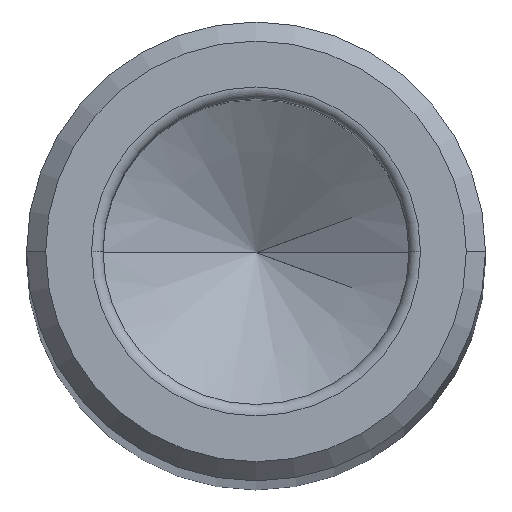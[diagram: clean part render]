
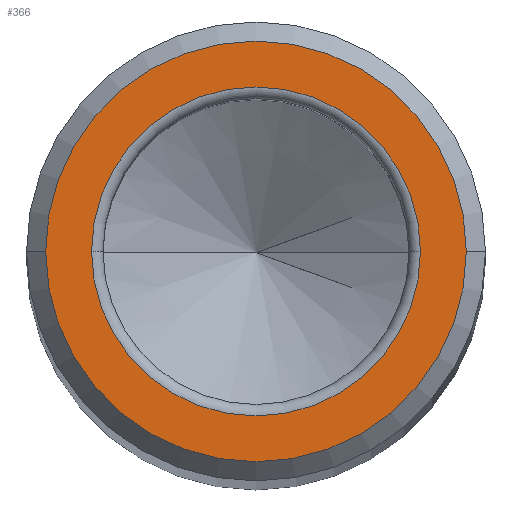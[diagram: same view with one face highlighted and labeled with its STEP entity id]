
A CAD part, top view. The second image highlights one B-rep face of the part: STEP entity #366.
In plain terms, the highlighted planar face has unit normal (0, 0, 1).
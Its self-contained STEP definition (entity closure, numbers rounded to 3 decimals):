
#21 = CARTESIAN_POINT ( 'NONE',  ( -5.5, 0., 0. ) ) ;
#38 = VERTEX_POINT ( 'NONE', #401 ) ;
#45 = ORIENTED_EDGE ( 'NONE', *, *, #159, .T. ) ;
#56 = CARTESIAN_POINT ( 'NONE',  ( 4.3, 0., 0. ) ) ;
#61 = DIRECTION ( 'NONE',  ( 0., 0., -1. ) ) ;
#71 = AXIS2_PLACEMENT_3D ( 'NONE', #305, #61, #251 ) ;
#89 = CIRCLE ( 'NONE', #443, 5.5 ) ;
#103 = DIRECTION ( 'NONE',  ( 1., 0., 0. ) ) ;
#112 = FACE_BOUND ( 'NONE', #165, .T. ) ;
#116 = CARTESIAN_POINT ( 'NONE',  ( 0., 0., 0. ) ) ;
#145 = AXIS2_PLACEMENT_3D ( 'NONE', #116, #411, #448 ) ;
#152 = EDGE_CURVE ( 'NONE', #389, #38, #89, .T. ) ;
#159 = EDGE_CURVE ( 'NONE', #425, #191, #183, .T. ) ;
#165 = EDGE_LOOP ( 'NONE', ( #45, #438 ) ) ;
#183 = CIRCLE ( 'NONE', #71, 4.3 ) ;
#191 = VERTEX_POINT ( 'NONE', #450 ) ;
#201 = CARTESIAN_POINT ( 'NONE',  ( 0., 0., 0. ) ) ;
#204 = CIRCLE ( 'NONE', #145, 5.5 ) ;
#225 = DIRECTION ( 'NONE',  ( 0., 0., -1. ) ) ;
#228 = AXIS2_PLACEMENT_3D ( 'NONE', #238, #225, #404 ) ;
#238 = CARTESIAN_POINT ( 'NONE',  ( 0., 0., 0. ) ) ;
#251 = DIRECTION ( 'NONE',  ( 1., 0., 0. ) ) ;
#262 = DIRECTION ( 'NONE',  ( 1., 0., 0. ) ) ;
#305 = CARTESIAN_POINT ( 'NONE',  ( 0., 0., 0. ) ) ;
#311 = FACE_OUTER_BOUND ( 'NONE', #510, .T. ) ;
#357 = DIRECTION ( 'NONE',  ( 0., 0., 1. ) ) ;
#366 = ADVANCED_FACE ( 'NONE', ( #112, #311 ), #482, .T. ) ;
#375 = AXIS2_PLACEMENT_3D ( 'NONE', #442, #357, #262 ) ;
#389 = VERTEX_POINT ( 'NONE', #21 ) ;
#398 = EDGE_CURVE ( 'NONE', #38, #389, #204, .T. ) ;
#401 = CARTESIAN_POINT ( 'NONE',  ( 5.5, 0., 0. ) ) ;
#404 = DIRECTION ( 'NONE',  ( 1., 0., 0. ) ) ;
#411 = DIRECTION ( 'NONE',  ( 0., 0., 1. ) ) ;
#425 = VERTEX_POINT ( 'NONE', #56 ) ;
#438 = ORIENTED_EDGE ( 'NONE', *, *, #606, .T. ) ;
#442 = CARTESIAN_POINT ( 'NONE',  ( 0., 0., 0. ) ) ;
#443 = AXIS2_PLACEMENT_3D ( 'NONE', #201, #589, #103 ) ;
#448 = DIRECTION ( 'NONE',  ( 1., 0., 0. ) ) ;
#450 = CARTESIAN_POINT ( 'NONE',  ( -4.3, 0., 0. ) ) ;
#482 = PLANE ( 'NONE',  #375 ) ;
#510 = EDGE_LOOP ( 'NONE', ( #512, #511 ) ) ;
#511 = ORIENTED_EDGE ( 'NONE', *, *, #398, .T. ) ;
#512 = ORIENTED_EDGE ( 'NONE', *, *, #152, .T. ) ;
#589 = DIRECTION ( 'NONE',  ( 0., 0., 1. ) ) ;
#606 = EDGE_CURVE ( 'NONE', #191, #425, #638, .T. ) ;
#638 = CIRCLE ( 'NONE', #228, 4.3 ) ;
